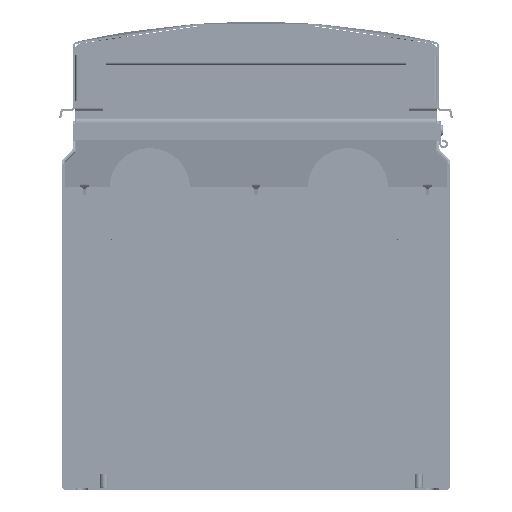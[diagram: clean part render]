
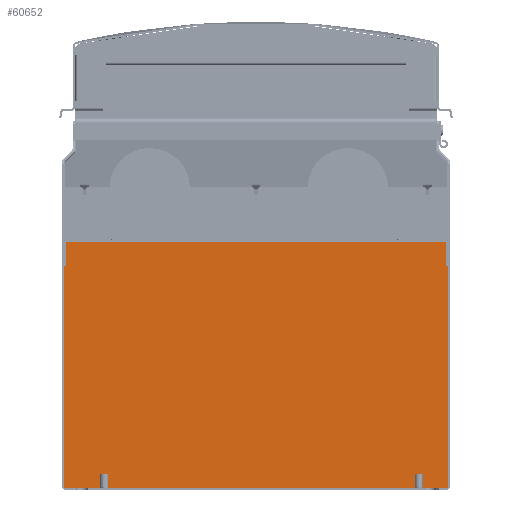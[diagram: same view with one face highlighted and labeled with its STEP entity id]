
A CAD part, front view. The second image highlights one B-rep face of the part: STEP entity #60652.
In plain terms, the highlighted planar face has unit normal (0, -1, 0).
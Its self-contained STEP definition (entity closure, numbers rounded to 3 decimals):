
#12302=DIRECTION('',(0.,0.,-1.));
#12303=VECTOR('',#12302,162.);
#12304=CARTESIAN_POINT('',(-141.,-333.75,164.5));
#12305=LINE('',#12304,#12303);
#12372=DIRECTION('',(0.,0.,1.));
#12373=VECTOR('',#12372,162.);
#12374=CARTESIAN_POINT('',(141.,-333.75,2.5));
#12375=LINE('',#12374,#12373);
#12402=CARTESIAN_POINT('',(140.,-333.75,2.5));
#12403=DIRECTION('',(0.,1.,0.));
#12404=DIRECTION('',(1.,0.,0.));
#12405=AXIS2_PLACEMENT_3D('',#12402,#12403,#12404);
#12407=DIRECTION('',(-1.,0.,0.));
#12408=VECTOR('',#12407,280.);
#12409=CARTESIAN_POINT('',(140.,-333.75,
1.5));
#12410=LINE('',#12409,#12408);
#12411=CARTESIAN_POINT('',(-140.,-333.75,2.5));
#12412=DIRECTION('',(0.,1.,0.));
#12413=DIRECTION('',(0.,0.,-1.));
#12414=AXIS2_PLACEMENT_3D('',#12411,#12412,#12413);
#12416=CARTESIAN_POINT('',(-138.5,-333.75,181.));
#12417=DIRECTION('',(0.,1.,0.));
#12418=DIRECTION('',(-1.,0.,0.));
#12419=AXIS2_PLACEMENT_3D('',#12416,#12417,#12418);
#12421=CARTESIAN_POINT('',(138.5,-333.75,181.));
#12422=DIRECTION('',(0.,1.,0.));
#12423=DIRECTION('',(0.,0.,1.));
#12424=AXIS2_PLACEMENT_3D('',#12421,#12422,#12423);
#30250=DIRECTION('',(0.,0.,-1.));
#30251=VECTOR('',#30250,16.5);
#30252=CARTESIAN_POINT('',(-139.5,-333.75,181.));
#30253=LINE('',#30252,#30251);
#30268=DIRECTION('',(-1.,0.,0.));
#30269=VECTOR('',#30268,1.5);
#30270=CARTESIAN_POINT('',(-139.5,-333.75,164.5));
#30271=LINE('',#30270,#30269);
#30328=DIRECTION('',(-1.,0.,0.));
#30329=VECTOR('',#30328,1.5);
#30330=CARTESIAN_POINT('',(141.,-333.75,164.5));
#30331=LINE('',#30330,#30329);
#30336=DIRECTION('',(0.,0.,1.));
#30337=VECTOR('',#30336,16.5);
#30338=CARTESIAN_POINT('',(139.5,-333.75,164.5));
#30339=LINE('',#30338,#30337);
#30358=DIRECTION('',(-1.,0.,0.));
#30359=VECTOR('',#30358,32.012);
#30360=CARTESIAN_POINT('',(-106.488,-333.75,182.));
#30361=LINE('',#30360,#30359);
#30366=DIRECTION('',(-1.,0.,0.));
#30367=VECTOR('',#30366,32.012);
#30368=CARTESIAN_POINT('',(138.5,-333.75,182.));
#30369=LINE('',#30368,#30367);
#30380=DIRECTION('',(-1.,0.,0.));
#30381=VECTOR('',#30380,207.024);
#30382=CARTESIAN_POINT('',(103.512,-333.75,182.));
#30383=LINE('',#30382,#30381);
#30398=DIRECTION('',(0.,0.,1.));
#30399=VECTOR('',#30398,0.75);
#30400=CARTESIAN_POINT('',(106.488,-333.75,182.));
#30401=LINE('',#30400,#30399);
#30402=DIRECTION('',(0.,0.,-1.));
#30403=VECTOR('',#30402,0.75);
#30404=CARTESIAN_POINT('',(103.512,-333.75,182.75));
#30405=LINE('',#30404,#30403);
#30406=DIRECTION('',(-1.,0.,0.));
#30407=VECTOR('',#30406,2.976);
#30408=CARTESIAN_POINT('',(106.488,-333.75,182.75));
#30409=LINE('',#30408,#30407);
#30420=DIRECTION('',(0.,0.,1.));
#30421=VECTOR('',#30420,0.75);
#30422=CARTESIAN_POINT('',(-103.512,-333.75,182.));
#30423=LINE('',#30422,#30421);
#30424=DIRECTION('',(0.,0.,-1.));
#30425=VECTOR('',#30424,0.75);
#30426=CARTESIAN_POINT('',(-106.488,-333.75,182.75));
#30427=LINE('',#30426,#30425);
#30428=DIRECTION('',(-1.,0.,0.));
#30429=VECTOR('',#30428,2.976);
#30430=CARTESIAN_POINT('',(-103.512,-333.75,182.75));
#30431=LINE('',#30430,#30429);
#42565=CARTESIAN_POINT('',(140.,-333.75,
1.5));
#42566=CARTESIAN_POINT('',(-140.,-333.75,
1.5));
#42567=VERTEX_POINT('',#42565);
#42568=VERTEX_POINT('',#42566);
#42601=CARTESIAN_POINT('',(141.,-333.75,2.5));
#42602=VERTEX_POINT('',#42601);
#42603=CARTESIAN_POINT('',(-141.,-333.75,2.5));
#42604=VERTEX_POINT('',#42603);
#42605=CARTESIAN_POINT('',(-141.,-333.75,164.5));
#42606=VERTEX_POINT('',#42605);
#42607=CARTESIAN_POINT('',(-139.5,-333.75,181.));
#42608=CARTESIAN_POINT('',(-138.5,-333.75,182.));
#42609=VERTEX_POINT('',#42607);
#42610=VERTEX_POINT('',#42608);
#42611=CARTESIAN_POINT('',(138.5,-333.75,182.));
#42612=CARTESIAN_POINT('',(139.5,-333.75,181.));
#42613=VERTEX_POINT('',#42611);
#42614=VERTEX_POINT('',#42612);
#42615=CARTESIAN_POINT('',(141.,-333.75,164.5));
#42616=VERTEX_POINT('',#42615);
#42625=CARTESIAN_POINT('',(139.5,-333.75,164.5));
#42626=VERTEX_POINT('',#42625);
#42637=CARTESIAN_POINT('',(-106.488,-333.75,182.));
#42638=VERTEX_POINT('',#42637);
#42643=CARTESIAN_POINT('',(106.488,-333.75,182.));
#42644=VERTEX_POINT('',#42643);
#42647=CARTESIAN_POINT('',(103.512,-333.75,182.));
#42648=VERTEX_POINT('',#42647);
#42649=CARTESIAN_POINT('',(-103.512,-333.75,182.));
#42650=VERTEX_POINT('',#42649);
#42655=CARTESIAN_POINT('',(-139.5,-333.75,164.5));
#42656=VERTEX_POINT('',#42655);
#42714=CARTESIAN_POINT('',(106.488,-333.75,182.75));
#42715=VERTEX_POINT('',#42714);
#42716=CARTESIAN_POINT('',(103.512,-333.75,182.75));
#42717=VERTEX_POINT('',#42716);
#42720=CARTESIAN_POINT('',(-103.512,-333.75,182.75));
#42721=VERTEX_POINT('',#42720);
#42722=CARTESIAN_POINT('',(-106.488,-333.75,182.75));
#42723=VERTEX_POINT('',#42722);
#60607=CARTESIAN_POINT('',(0.,-333.75,92.125));
#60608=DIRECTION('',(0.,1.,0.));
#60609=DIRECTION('',(0.,0.,1.));
#60610=AXIS2_PLACEMENT_3D('',#60607,#60608,#60609);
#60611=PLANE('',#60610);
#60613=ORIENTED_EDGE('',*,*,#60612,.T.);
#60615=ORIENTED_EDGE('',*,*,#60614,.T.);
#60617=ORIENTED_EDGE('',*,*,#60616,.T.);
#60618=ORIENTED_EDGE('',*,*,#60473,.F.);
#60620=ORIENTED_EDGE('',*,*,#60619,.F.);
#60622=ORIENTED_EDGE('',*,*,#60621,.F.);
#60624=ORIENTED_EDGE('',*,*,#60623,.T.);
#60626=ORIENTED_EDGE('',*,*,#60625,.F.);
#60628=ORIENTED_EDGE('',*,*,#60627,.F.);
#60630=ORIENTED_EDGE('',*,*,#60629,.F.);
#60632=ORIENTED_EDGE('',*,*,#60631,.F.);
#60634=ORIENTED_EDGE('',*,*,#60633,.F.);
#60636=ORIENTED_EDGE('',*,*,#60635,.F.);
#60638=ORIENTED_EDGE('',*,*,#60637,.F.);
#60640=ORIENTED_EDGE('',*,*,#60639,.F.);
#60642=ORIENTED_EDGE('',*,*,#60641,.F.);
#60644=ORIENTED_EDGE('',*,*,#60643,.T.);
#60646=ORIENTED_EDGE('',*,*,#60645,.F.);
#60648=ORIENTED_EDGE('',*,*,#60647,.F.);
#60649=ORIENTED_EDGE('',*,*,#60575,.F.);
#60650=EDGE_LOOP('',(#60613,#60615,#60617,#60618,#60620,#60622,#60624,#60626,
#60628,#60630,#60632,#60634,#60636,#60638,#60640,#60642,#60644,#60646,#60648,
#60649));
#60651=FACE_OUTER_BOUND('',#60650,.F.);
#60652=ADVANCED_FACE('',(#60651),#60611,.F.);
#12406=CIRCLE('',#12405,1.);
#12415=CIRCLE('',#12414,1.);
#12420=CIRCLE('',#12419,1.);
#12425=CIRCLE('',#12424,1.);
#60473=EDGE_CURVE('',#42606,#42604,#12305,.T.);
#60575=EDGE_CURVE('',#42602,#42616,#12375,.T.);
#60612=EDGE_CURVE('',#42602,#42567,#12406,.T.);
#60614=EDGE_CURVE('',#42567,#42568,#12410,.T.);
#60616=EDGE_CURVE('',#42568,#42604,#12415,.T.);
#60619=EDGE_CURVE('',#42656,#42606,#30271,.T.);
#60621=EDGE_CURVE('',#42609,#42656,#30253,.T.);
#60623=EDGE_CURVE('',#42609,#42610,#12420,.T.);
#60625=EDGE_CURVE('',#42638,#42610,#30361,.T.);
#60627=EDGE_CURVE('',#42723,#42638,#30427,.T.);
#60629=EDGE_CURVE('',#42721,#42723,#30431,.T.);
#60631=EDGE_CURVE('',#42650,#42721,#30423,.T.);
#60633=EDGE_CURVE('',#42648,#42650,#30383,.T.);
#60635=EDGE_CURVE('',#42717,#42648,#30405,.T.);
#60637=EDGE_CURVE('',#42715,#42717,#30409,.T.);
#60639=EDGE_CURVE('',#42644,#42715,#30401,.T.);
#60641=EDGE_CURVE('',#42613,#42644,#30369,.T.);
#60643=EDGE_CURVE('',#42613,#42614,#12425,.T.);
#60645=EDGE_CURVE('',#42626,#42614,#30339,.T.);
#60647=EDGE_CURVE('',#42616,#42626,#30331,.T.);
